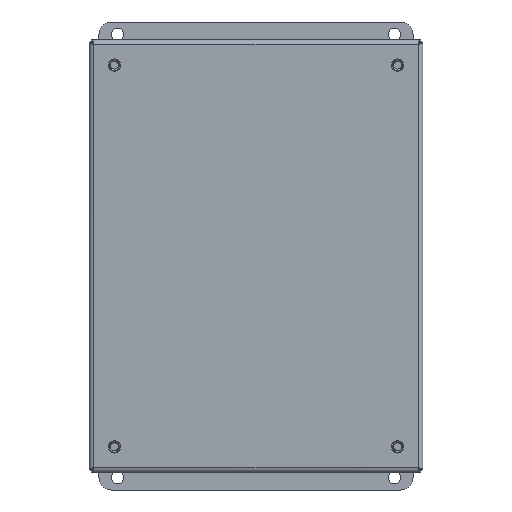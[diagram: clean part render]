
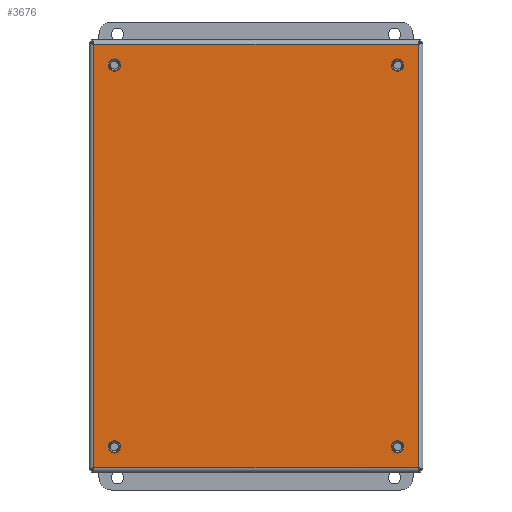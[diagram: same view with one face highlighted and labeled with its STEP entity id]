
A CAD part, front view. The second image highlights one B-rep face of the part: STEP entity #3676.
In plain terms, the highlighted planar face has unit normal (0, -1, 0).
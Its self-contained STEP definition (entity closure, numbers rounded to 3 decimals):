
#3676 = ADVANCED_FACE( '', ( #7680, #7681, #7682, #7683, #7684 ), #7685, .T. );
#7680 = FACE_BOUND( '', #12266, .T. );
#7681 = FACE_BOUND( '', #12267, .T. );
#7682 = FACE_BOUND( '', #12268, .T. );
#7683 = FACE_BOUND( '', #12269, .T. );
#7684 = FACE_OUTER_BOUND( '', #12270, .T. );
#7685 = PLANE( '', #12271 );
#12266 = EDGE_LOOP( '', ( #25588 ) );
#12267 = EDGE_LOOP( '', ( #25589 ) );
#12268 = EDGE_LOOP( '', ( #25590 ) );
#12269 = EDGE_LOOP( '', ( #25591 ) );
#12270 = EDGE_LOOP( '', ( #25592, #25593, #25594, #25595 ) );
#12271 = AXIS2_PLACEMENT_3D( '', #25596, #25597, #25598 );
#25588 = ORIENTED_EDGE( '', *, *, #31581, .T. );
#25589 = ORIENTED_EDGE( '', *, *, #30274, .T. );
#25590 = ORIENTED_EDGE( '', *, *, #28690, .T. );
#25591 = ORIENTED_EDGE( '', *, *, #31582, .T. );
#25592 = ORIENTED_EDGE( '', *, *, #30160, .T. );
#25593 = ORIENTED_EDGE( '', *, *, #30271, .F. );
#25594 = ORIENTED_EDGE( '', *, *, #28598, .T. );
#25595 = ORIENTED_EDGE( '', *, *, #31583, .T. );
#25596 = CARTESIAN_POINT( '', ( 0., 0., 0. ) );
#25597 = DIRECTION( '', ( 0., -1., 0. ) );
#25598 = DIRECTION( '', ( 0., 0., -1. ) );
#28598 = EDGE_CURVE( '', #33451, #33449, #33452, .T. );
#28690 = EDGE_CURVE( '', #33600, #33600, #33601, .T. );
#30160 = EDGE_CURVE( '', #32689, #32347, #35938, .T. );
#30271 = EDGE_CURVE( '', #33451, #32347, #36092, .T. );
#30274 = EDGE_CURVE( '', #36095, #36095, #36096, .T. );
#31581 = EDGE_CURVE( '', #37692, #37692, #37693, .T. );
#31582 = EDGE_CURVE( '', #37694, #37694, #37695, .T. );
#31583 = EDGE_CURVE( '', #33449, #32689, #37696, .T. );
#32347 = VERTEX_POINT( '', #39444 );
#32689 = VERTEX_POINT( '', #40474 );
#33449 = VERTEX_POINT( '', #42698 );
#33451 = VERTEX_POINT( '', #42709 );
#33452 = LINE( '', #42710, #42711 );
#33600 = VERTEX_POINT( '', #43153 );
#33601 = CIRCLE( '', #43154, 3.175 );
#35938 = LINE( '', #50626, #50627 );
#36092 = LINE( '', #50978, #50979 );
#36095 = VERTEX_POINT( '', #50983 );
#36096 = CIRCLE( '', #50984, 3.175 );
#37692 = VERTEX_POINT( '', #55524 );
#37693 = CIRCLE( '', #55525, 3.175 );
#37694 = VERTEX_POINT( '', #55526 );
#37695 = CIRCLE( '', #55527, 3.175 );
#37696 = LINE( '', #55528, #55529 );
#39444 = CARTESIAN_POINT( '', ( 83.706, 0., -109.106 ) );
#40474 = CARTESIAN_POINT( '', ( -83.706, 0., -109.106 ) );
#42698 = CARTESIAN_POINT( '', ( -83.706, 0., 109.106 ) );
#42709 = CARTESIAN_POINT( '', ( 83.706, 0., 109.106 ) );
#42710 = CARTESIAN_POINT( '', ( -86.043, 0., 109.106 ) );
#42711 = VECTOR( '', #56246, 1000. );
#43153 = CARTESIAN_POINT( '', ( -69.85, 0., 98.425 ) );
#43154 = AXIS2_PLACEMENT_3D( '', #56278, #56279, #56280 );
#50626 = CARTESIAN_POINT( '', ( 83.706, 0., -109.106 ) );
#50627 = VECTOR( '', #56831, 1000. );
#50978 = CARTESIAN_POINT( '', ( 83.706, 0., 109.106 ) );
#50979 = VECTOR( '', #56907, 1000. );
#50983 = CARTESIAN_POINT( '', ( 76.2, 0., -98.425 ) );
#50984 = AXIS2_PLACEMENT_3D( '', #56909, #56910, #56911 );
#55524 = CARTESIAN_POINT( '', ( 76.2, 0., 98.425 ) );
#55525 = AXIS2_PLACEMENT_3D( '', #57429, #57430, #57431 );
#55526 = CARTESIAN_POINT( '', ( -69.85, 0., -98.425 ) );
#55527 = AXIS2_PLACEMENT_3D( '', #57432, #57433, #57434 );
#55528 = CARTESIAN_POINT( '', ( -83.706, 0., -111.443 ) );
#55529 = VECTOR( '', #57435, 1000. );
#56246 = DIRECTION( '', ( -1., 0., 0. ) );
#56278 = CARTESIAN_POINT( '', ( -73.025, 0., 98.425 ) );
#56279 = DIRECTION( '', ( 0., 1., 0. ) );
#56280 = DIRECTION( '', ( 1., 0., 0. ) );
#56831 = DIRECTION( '', ( 1., 0., 0. ) );
#56907 = DIRECTION( '', ( 0., 0., -1. ) );
#56909 = CARTESIAN_POINT( '', ( 73.025, 0., -98.425 ) );
#56910 = DIRECTION( '', ( 0., 1., 0. ) );
#56911 = DIRECTION( '', ( 1., 0., 0. ) );
#57429 = CARTESIAN_POINT( '', ( 73.025, 0., 98.425 ) );
#57430 = DIRECTION( '', ( 0., 1., 0. ) );
#57431 = DIRECTION( '', ( 1., 0., 0. ) );
#57432 = CARTESIAN_POINT( '', ( -73.025, 0., -98.425 ) );
#57433 = DIRECTION( '', ( 0., 1., 0. ) );
#57434 = DIRECTION( '', ( 1., 0., 0. ) );
#57435 = DIRECTION( '', ( 0., 0., -1. ) );
